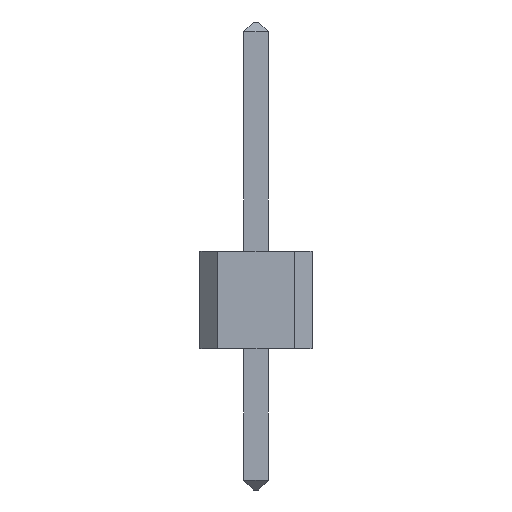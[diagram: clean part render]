
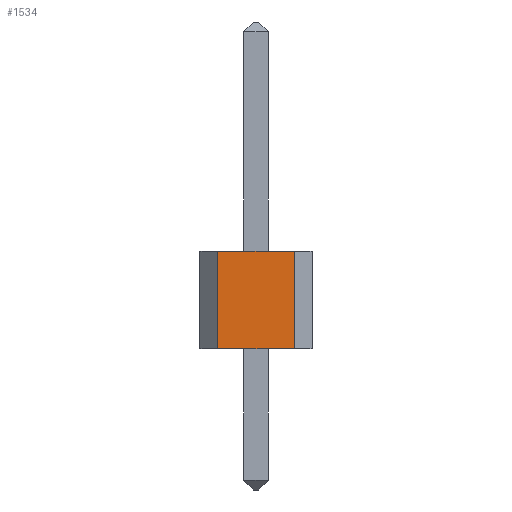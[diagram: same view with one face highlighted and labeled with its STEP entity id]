
A CAD part, left-side view. The second image highlights one B-rep face of the part: STEP entity #1534.
In plain terms, the highlighted planar face has unit normal (-1, 0, 0).
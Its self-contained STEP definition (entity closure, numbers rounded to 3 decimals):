
#6 = EDGE_CURVE ( 'NONE', #1160, #1215, #36, .T. ) ;
#29 = DIRECTION ( 'NONE',  ( 0., -1., 0. ) ) ;
#36 = LINE ( 'NONE', #1306, #464 ) ;
#111 = DIRECTION ( 'NONE',  ( 0., 0., -1. ) ) ;
#179 = DIRECTION ( 'NONE',  ( 1., 0., 0. ) ) ;
#268 = FACE_OUTER_BOUND ( 'NONE', #1253, .T. ) ;
#278 = VECTOR ( 'NONE', #533, 1000. ) ;
#300 = CARTESIAN_POINT ( 'NONE',  ( -1.27, 1., 2.54 ) ) ;
#327 = CARTESIAN_POINT ( 'NONE',  ( -1.27, 1., 0. ) ) ;
#390 = EDGE_CURVE ( 'NONE', #1160, #394, #767, .T. ) ;
#394 = VERTEX_POINT ( 'NONE', #1192 ) ;
#464 = VECTOR ( 'NONE', #111, 1000. ) ;
#478 = CARTESIAN_POINT ( 'NONE',  ( -1.27, -1., 0. ) ) ;
#500 = VECTOR ( 'NONE', #1022, 1000. ) ;
#533 = DIRECTION ( 'NONE',  ( 0., -1., 0. ) ) ;
#700 = CARTESIAN_POINT ( 'NONE',  ( -1.27, -1.46, 0. ) ) ;
#752 = CARTESIAN_POINT ( 'NONE',  ( -1.27, -1., 2.54 ) ) ;
#758 = EDGE_CURVE ( 'NONE', #394, #1713, #1361, .T. ) ;
#767 = LINE ( 'NONE', #939, #278 ) ;
#775 = ORIENTED_EDGE ( 'NONE', *, *, #390, .F. ) ;
#838 = DIRECTION ( 'NONE',  ( 0., 0., -1. ) ) ;
#860 = ORIENTED_EDGE ( 'NONE', *, *, #6, .T. ) ;
#939 = CARTESIAN_POINT ( 'NONE',  ( -1.27, -1.46, 2.54 ) ) ;
#950 = PLANE ( 'NONE',  #1552 ) ;
#1022 = DIRECTION ( 'NONE',  ( 0., 0., -1. ) ) ;
#1160 = VERTEX_POINT ( 'NONE', #300 ) ;
#1166 = EDGE_CURVE ( 'NONE', #1215, #1713, #1197, .T. ) ;
#1192 = CARTESIAN_POINT ( 'NONE',  ( -1.27, -1., 2.54 ) ) ;
#1197 = LINE ( 'NONE', #700, #1538 ) ;
#1215 = VERTEX_POINT ( 'NONE', #327 ) ;
#1253 = EDGE_LOOP ( 'NONE', ( #775, #860, #1332, #1571 ) ) ;
#1306 = CARTESIAN_POINT ( 'NONE',  ( -1.27, 1., 2.54 ) ) ;
#1332 = ORIENTED_EDGE ( 'NONE', *, *, #1166, .T. ) ;
#1344 = CARTESIAN_POINT ( 'NONE',  ( -1.27, -1.46, 2.54 ) ) ;
#1361 = LINE ( 'NONE', #752, #500 ) ;
#1534 = ADVANCED_FACE ( 'NONE', ( #268 ), #950, .F. ) ;
#1538 = VECTOR ( 'NONE', #29, 1000. ) ;
#1552 = AXIS2_PLACEMENT_3D ( 'NONE', #1344, #179, #838 ) ;
#1571 = ORIENTED_EDGE ( 'NONE', *, *, #758, .F. ) ;
#1713 = VERTEX_POINT ( 'NONE', #478 ) ;
